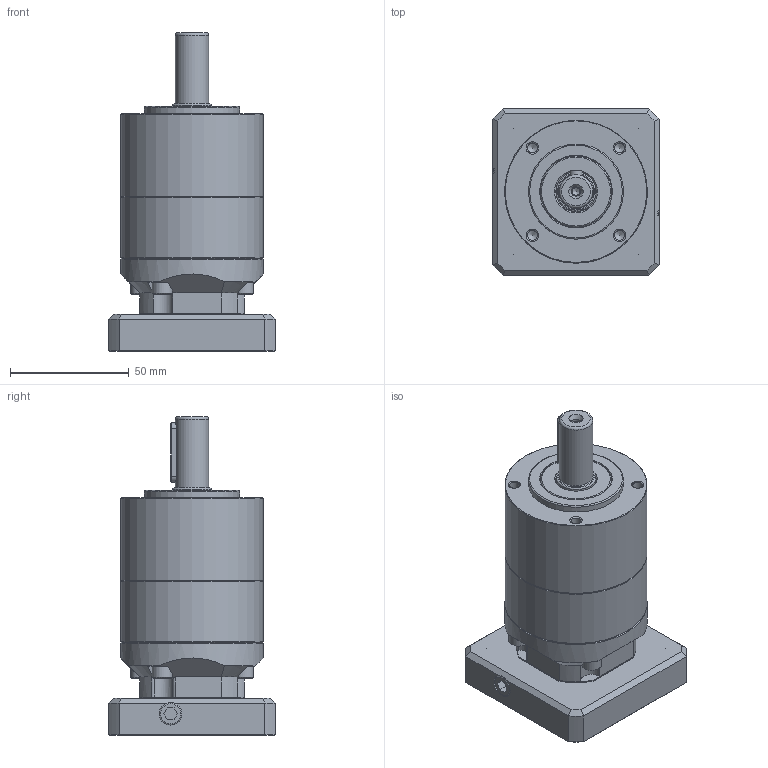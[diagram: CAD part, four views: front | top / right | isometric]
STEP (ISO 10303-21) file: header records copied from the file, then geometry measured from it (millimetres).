
FILE_DESCRIPTION((''),'2;1');
FILE_NAME('KSN60-2 (S14).stp','2013-12-03T17:00:48',('young'),(''),'Autodesk Inventor 2012','Autodesk Inventor 2012','');
FILE_SCHEMA(('AUTOMOTIVE_DESIGN { 1 0 10303 214 1 1 1 1 }'));
Length unit declared in the file: millimetre
Products named in the file (3): KSN60-2 (S14); KSN60-Set Collar-S14
Assembly tree (2 placements, depth 2):
  KSN60-2 (S14)
    KSN60-2 (S14)
    KSN60-Set Collar-S14
Bounding box: 70 x 70 x 134 mm (x, y, z)
Volume: 172169.3 mm3; surface area: 78254.1 mm2
Topology: 21 solids, 21 shells, 495 faces, 1121 edges, 698 vertices
Faces by surface type: plane 258, cylinder 115, cone 100, torus 18, bspline 4
Full cylindrical faces by diameter (mm): 3.3 x7, 4 x6, 4.2 x12, 4.5 x4, 5 x4, 5.2 x8, 7 x6, 8.5 x4, 9.5 x2, 14 x2, 16.192 x1, 16.8 x1, 17 x1, 19.8 x1, 20 x2, 22.2 x1, 24 x2, 27.4 x1, 28 x2, 30 x8, 31.459 x1, 32 x2, 40 x1, 43.215 x3, 60 x4
Entity records: 12907 total; most frequent: CARTESIAN_POINT 2529, DIRECTION 2197, ORIENTED_EDGE 1762, AXIS2_PLACEMENT_3D 886, EDGE_CURVE 881, EDGE_LOOP 760, VERTEX_POINT 645, FACE_OUTER_BOUND 495
